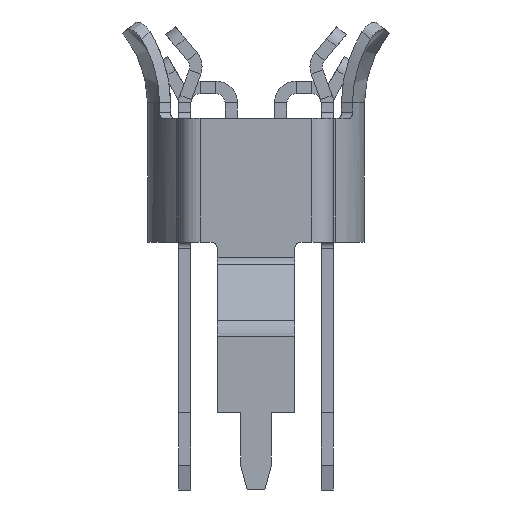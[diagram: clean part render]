
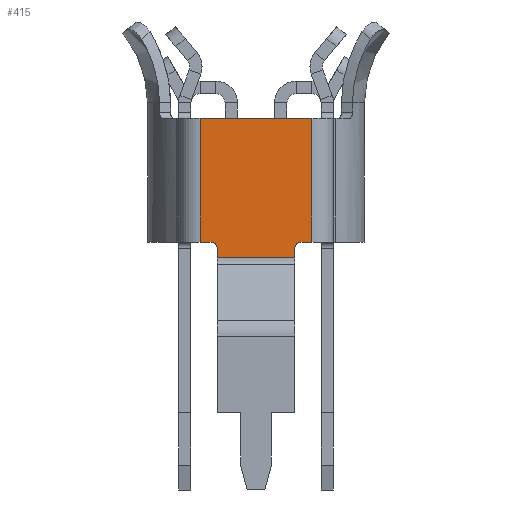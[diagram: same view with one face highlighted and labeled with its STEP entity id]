
A CAD part, front view. The second image highlights one B-rep face of the part: STEP entity #415.
In plain terms, the highlighted planar face has unit normal (0, -1, 0).
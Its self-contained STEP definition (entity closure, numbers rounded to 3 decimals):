
#96 = VERTEX_POINT ( 'NONE', #6844 ) ;
#135 = CARTESIAN_POINT ( 'NONE',  ( -2.5, 0., 4.5 ) ) ;
#415 = ADVANCED_FACE ( 'NONE', ( #4467 ), #7152, .T. ) ;
#588 = CARTESIAN_POINT ( 'NONE',  ( -1.8, 0., 4. ) ) ;
#744 = LINE ( 'NONE', #4434, #1391 ) ;
#766 = CIRCLE ( 'NONE', #6873, 0.2 ) ;
#792 = DIRECTION ( 'NONE',  ( 0., 1., 0. ) ) ;
#1033 = CARTESIAN_POINT ( 'NONE',  ( 1.25, 0., -0.5 ) ) ;
#1066 = ORIENTED_EDGE ( 'NONE', *, *, #3679, .F. ) ;
#1368 = CARTESIAN_POINT ( 'NONE',  ( 1.25, 0., -0.2 ) ) ;
#1391 = VECTOR ( 'NONE', #2708, 1000. ) ;
#1634 = EDGE_CURVE ( 'NONE', #1940, #6410, #766, .T. ) ;
#1729 = DIRECTION ( 'NONE',  ( 0., 0., -1. ) ) ;
#1748 = VERTEX_POINT ( 'NONE', #4470 ) ;
#1793 = ORIENTED_EDGE ( 'NONE', *, *, #1634, .T. ) ;
#1839 = CIRCLE ( 'NONE', #5848, 0.2 ) ;
#1842 = ORIENTED_EDGE ( 'NONE', *, *, #6527, .F. ) ;
#1940 = VERTEX_POINT ( 'NONE', #1368 ) ;
#2076 = VERTEX_POINT ( 'NONE', #588 ) ;
#2169 = CARTESIAN_POINT ( 'NONE',  ( 1.8, 0., 4.5 ) ) ;
#2272 = EDGE_CURVE ( 'NONE', #96, #6872, #5968, .T. ) ;
#2296 = EDGE_CURVE ( 'NONE', #1748, #3664, #1839, .T. ) ;
#2708 = DIRECTION ( 'NONE',  ( -1., 0., 0. ) ) ;
#2797 = DIRECTION ( 'NONE',  ( -1., 0., 0. ) ) ;
#2832 = VECTOR ( 'NONE', #6822, 1000. ) ;
#2974 = ORIENTED_EDGE ( 'NONE', *, *, #3690, .T. ) ;
#3095 = VERTEX_POINT ( 'NONE', #1033 ) ;
#3096 = DIRECTION ( 'NONE',  ( 0., -1., 0. ) ) ;
#3178 = LINE ( 'NONE', #3446, #4500 ) ;
#3310 = DIRECTION ( 'NONE',  ( 0., 1., 0. ) ) ;
#3446 = CARTESIAN_POINT ( 'NONE',  ( -1.8, 0., 4.5 ) ) ;
#3538 = EDGE_CURVE ( 'NONE', #2076, #5202, #3178, .T. ) ;
#3571 = DIRECTION ( 'NONE',  ( -1., 0., 0. ) ) ;
#3664 = VERTEX_POINT ( 'NONE', #7349 ) ;
#3679 = EDGE_CURVE ( 'NONE', #6255, #3664, #5375, .T. ) ;
#3690 = EDGE_CURVE ( 'NONE', #3095, #1940, #6577, .T. ) ;
#3733 = ORIENTED_EDGE ( 'NONE', *, *, #6464, .F. ) ;
#3816 = VECTOR ( 'NONE', #4308, 1000. ) ;
#3835 = CARTESIAN_POINT ( 'NONE',  ( 1.45, 0., 0. ) ) ;
#3837 = CARTESIAN_POINT ( 'NONE',  ( -1.8, 0., 0. ) ) ;
#3945 = AXIS2_PLACEMENT_3D ( 'NONE', #135, #3096, #4898 ) ;
#4210 = DIRECTION ( 'NONE',  ( 1., 0., 0. ) ) ;
#4308 = DIRECTION ( 'NONE',  ( 0., 0., 1. ) ) ;
#4312 = CARTESIAN_POINT ( 'NONE',  ( 1.45, 0., -0.2 ) ) ;
#4367 = LINE ( 'NONE', #6530, #7295 ) ;
#4375 = CARTESIAN_POINT ( 'NONE',  ( 1.8, 0., 0. ) ) ;
#4407 = CARTESIAN_POINT ( 'NONE',  ( 1.25, 0., -0.5 ) ) ;
#4434 = CARTESIAN_POINT ( 'NONE',  ( 1.25, 0., -0.5 ) ) ;
#4467 = FACE_OUTER_BOUND ( 'NONE', #6820, .T. ) ;
#4470 = CARTESIAN_POINT ( 'NONE',  ( -1.45, 0., 0. ) ) ;
#4476 = CARTESIAN_POINT ( 'NONE',  ( -1.45, 0., -0.2 ) ) ;
#4500 = VECTOR ( 'NONE', #1729, 1000. ) ;
#4731 = VECTOR ( 'NONE', #3571, 1000. ) ;
#4873 = CARTESIAN_POINT ( 'NONE',  ( -2.5, 0., 0. ) ) ;
#4892 = DIRECTION ( 'NONE',  ( 0., 0., -1. ) ) ;
#4898 = DIRECTION ( 'NONE',  ( 0., 0., -1. ) ) ;
#4938 = EDGE_CURVE ( 'NONE', #6872, #6410, #5532, .T. ) ;
#4959 = EDGE_CURVE ( 'NONE', #2076, #96, #4367, .T. ) ;
#5193 = VECTOR ( 'NONE', #6128, 1000. ) ;
#5202 = VERTEX_POINT ( 'NONE', #3837 ) ;
#5247 = ORIENTED_EDGE ( 'NONE', *, *, #2296, .T. ) ;
#5306 = VECTOR ( 'NONE', #2797, 1000. ) ;
#5375 = LINE ( 'NONE', #6648, #5193 ) ;
#5512 = CARTESIAN_POINT ( 'NONE',  ( -1.25, 0., -0.5 ) ) ;
#5532 = LINE ( 'NONE', #4873, #4731 ) ;
#5848 = AXIS2_PLACEMENT_3D ( 'NONE', #4476, #3310, #6787 ) ;
#5968 = LINE ( 'NONE', #2169, #2832 ) ;
#6128 = DIRECTION ( 'NONE',  ( 0., 0., 1. ) ) ;
#6129 = ORIENTED_EDGE ( 'NONE', *, *, #4959, .F. ) ;
#6239 = LINE ( 'NONE', #7542, #5306 ) ;
#6255 = VERTEX_POINT ( 'NONE', #5512 ) ;
#6410 = VERTEX_POINT ( 'NONE', #3835 ) ;
#6464 = EDGE_CURVE ( 'NONE', #3095, #6255, #744, .T. ) ;
#6527 = EDGE_CURVE ( 'NONE', #1748, #5202, #6239, .T. ) ;
#6530 = CARTESIAN_POINT ( 'NONE',  ( -2.5, 0., 4. ) ) ;
#6577 = LINE ( 'NONE', #4407, #3816 ) ;
#6648 = CARTESIAN_POINT ( 'NONE',  ( -1.25, 0., -0.5 ) ) ;
#6787 = DIRECTION ( 'NONE',  ( 0., 0., -1. ) ) ;
#6820 = EDGE_LOOP ( 'NONE', ( #7485, #6129, #6892, #1842, #5247, #1066, #3733, #2974, #1793, #7190 ) ) ;
#6822 = DIRECTION ( 'NONE',  ( 0., 0., -1. ) ) ;
#6844 = CARTESIAN_POINT ( 'NONE',  ( 1.8, 0., 4. ) ) ;
#6872 = VERTEX_POINT ( 'NONE', #4375 ) ;
#6873 = AXIS2_PLACEMENT_3D ( 'NONE', #4312, #792, #4892 ) ;
#6892 = ORIENTED_EDGE ( 'NONE', *, *, #3538, .T. ) ;
#7152 = PLANE ( 'NONE',  #3945 ) ;
#7190 = ORIENTED_EDGE ( 'NONE', *, *, #4938, .F. ) ;
#7295 = VECTOR ( 'NONE', #4210, 1000. ) ;
#7349 = CARTESIAN_POINT ( 'NONE',  ( -1.25, 0., -0.2 ) ) ;
#7485 = ORIENTED_EDGE ( 'NONE', *, *, #2272, .F. ) ;
#7542 = CARTESIAN_POINT ( 'NONE',  ( -2.5, 0., 0. ) ) ;
